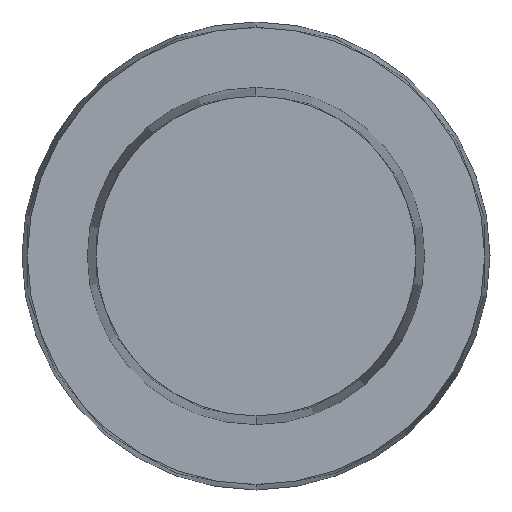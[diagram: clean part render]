
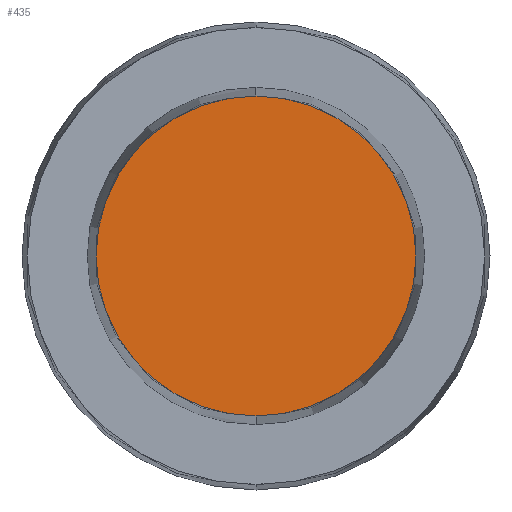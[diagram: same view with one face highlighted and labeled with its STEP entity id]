
A CAD part, front view. The second image highlights one B-rep face of the part: STEP entity #435.
In plain terms, the highlighted planar face has unit normal (0, -1, 0).
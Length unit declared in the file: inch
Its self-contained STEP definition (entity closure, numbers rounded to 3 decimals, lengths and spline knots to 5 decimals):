
#72 = CIRCLE ( 'NONE', #506, 0.05228 ) ;
#93 = EDGE_CURVE ( 'NONE', #652, #982, #72, .T. ) ;
#102 = PLANE ( 'NONE',  #270 ) ;
#174 = CARTESIAN_POINT ( 'NONE',  ( 0., -0.325, 0. ) ) ;
#177 = CARTESIAN_POINT ( 'NONE',  ( 0., -0.325, 0. ) ) ;
#193 = DIRECTION ( 'NONE',  ( 0., 0., -1. ) ) ;
#245 = ORIENTED_EDGE ( 'NONE', *, *, #93, .T. ) ;
#265 = DIRECTION ( 'NONE',  ( 0., 0., -1. ) ) ;
#270 = AXIS2_PLACEMENT_3D ( 'NONE', #177, #477, #265 ) ;
#274 = CARTESIAN_POINT ( 'NONE',  ( 0., -0.325, 0.05228 ) ) ;
#315 = ORIENTED_EDGE ( 'NONE', *, *, #578, .T. ) ;
#345 = CIRCLE ( 'NONE', #919, 0.05228 ) ;
#435 = ADVANCED_FACE ( 'NONE', ( #920 ), #102, .T. ) ;
#477 = DIRECTION ( 'NONE',  ( 0., -1., 0. ) ) ;
#481 = DIRECTION ( 'NONE',  ( 0., 0., -1. ) ) ;
#488 = EDGE_LOOP ( 'NONE', ( #315, #245 ) ) ;
#506 = AXIS2_PLACEMENT_3D ( 'NONE', #174, #786, #481 ) ;
#578 = EDGE_CURVE ( 'NONE', #982, #652, #345, .T. ) ;
#652 = VERTEX_POINT ( 'NONE', #274 ) ;
#691 = CARTESIAN_POINT ( 'NONE',  ( 0., -0.325, -0.05228 ) ) ;
#786 = DIRECTION ( 'NONE',  ( 0., -1., 0. ) ) ;
#806 = CARTESIAN_POINT ( 'NONE',  ( 0., -0.325, 0. ) ) ;
#884 = DIRECTION ( 'NONE',  ( 0., -1., 0. ) ) ;
#919 = AXIS2_PLACEMENT_3D ( 'NONE', #806, #884, #193 ) ;
#920 = FACE_OUTER_BOUND ( 'NONE', #488, .T. ) ;
#982 = VERTEX_POINT ( 'NONE', #691 ) ;
